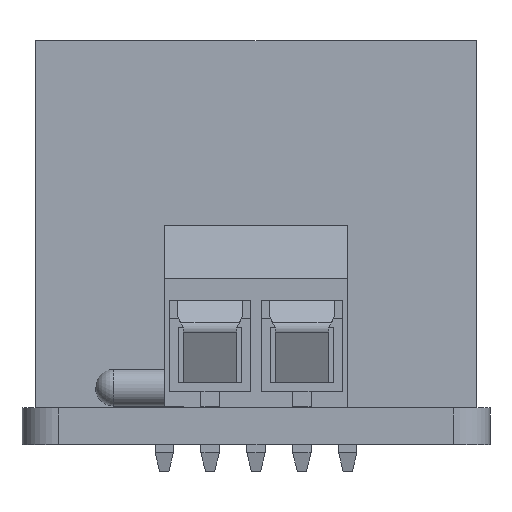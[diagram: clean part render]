
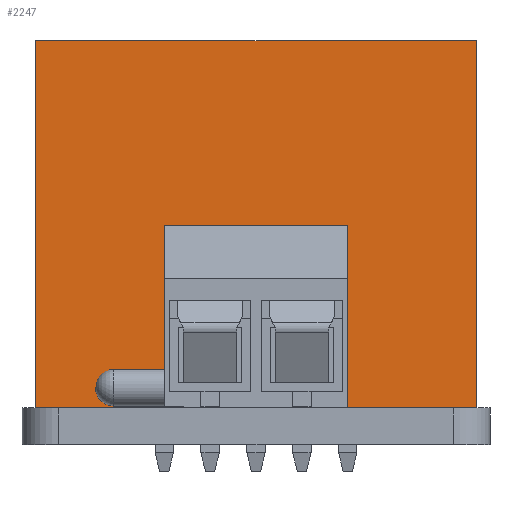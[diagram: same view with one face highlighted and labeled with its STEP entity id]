
A CAD part, left-side view. The second image highlights one B-rep face of the part: STEP entity #2247.
In plain terms, the highlighted planar face has unit normal (-1, 0, 0).
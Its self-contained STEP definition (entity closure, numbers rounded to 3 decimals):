
#2247 = ADVANCED_FACE( '', ( #4863 ), #4864, .T. );
#4863 = FACE_OUTER_BOUND( '', #9916, .T. );
#4864 = PLANE( '', #9917 );
#9916 = EDGE_LOOP( '', ( #17535, #17536, #17537, #17538 ) );
#9917 = AXIS2_PLACEMENT_3D( '', #17539, #17540, #17541 );
#17535 = ORIENTED_EDGE( '', *, *, #23496, .F. );
#17536 = ORIENTED_EDGE( '', *, *, #22998, .F. );
#17537 = ORIENTED_EDGE( '', *, *, #23282, .T. );
#17538 = ORIENTED_EDGE( '', *, *, #21623, .T. );
#17539 = CARTESIAN_POINT( '', ( -5.25, -12., 20. ) );
#17540 = DIRECTION( '', ( -1., 0., 0. ) );
#17541 = DIRECTION( '', ( 0., 0., 1. ) );
#21623 = EDGE_CURVE( '', #25251, #25248, #25252, .T. );
#22998 = EDGE_CURVE( '', #27387, #27383, #27389, .T. );
#23282 = EDGE_CURVE( '', #27387, #25251, #27762, .T. );
#23496 = EDGE_CURVE( '', #27383, #25248, #28035, .T. );
#25248 = VERTEX_POINT( '', #30387 );
#25251 = VERTEX_POINT( '', #30391 );
#25252 = LINE( '', #30392, #30393 );
#27383 = VERTEX_POINT( '', #33876 );
#27387 = VERTEX_POINT( '', #33882 );
#27389 = LINE( '', #33885, #33886 );
#27762 = LINE( '', #34549, #34550 );
#28035 = LINE( '', #34999, #35000 );
#30387 = CARTESIAN_POINT( '', ( -5.25, 12., 0. ) );
#30391 = CARTESIAN_POINT( '', ( -5.25, 12., 20. ) );
#30392 = CARTESIAN_POINT( '', ( -5.25, 12., 20. ) );
#30393 = VECTOR( '', #37323, 1000. );
#33876 = CARTESIAN_POINT( '', ( -5.25, -12., 0. ) );
#33882 = CARTESIAN_POINT( '', ( -5.25, -12., 20. ) );
#33885 = CARTESIAN_POINT( '', ( -5.25, -12., 20. ) );
#33886 = VECTOR( '', #38927, 1000. );
#34549 = CARTESIAN_POINT( '', ( -5.25, -12., 20. ) );
#34550 = VECTOR( '', #39194, 1000. );
#34999 = CARTESIAN_POINT( '', ( -5.25, -12., 0. ) );
#35000 = VECTOR( '', #39447, 1000. );
#37323 = DIRECTION( '', ( 0., 0., -1. ) );
#38927 = DIRECTION( '', ( 0., 0., -1. ) );
#39194 = DIRECTION( '', ( 0., 1., 0. ) );
#39447 = DIRECTION( '', ( 0., 1., 0. ) );
